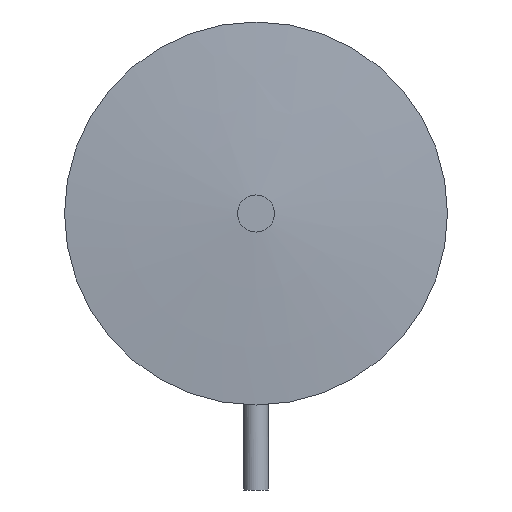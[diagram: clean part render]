
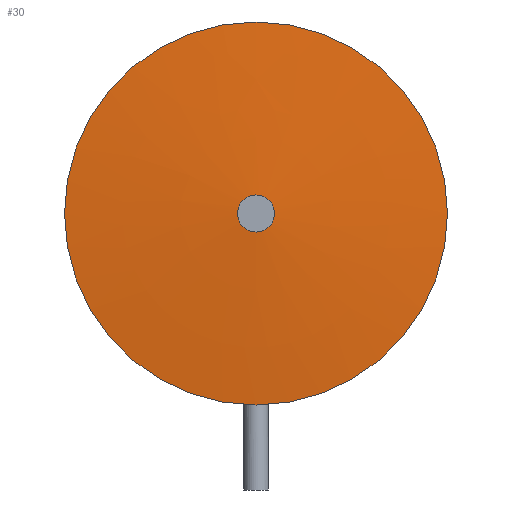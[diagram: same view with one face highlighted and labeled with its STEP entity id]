
A CAD part, left-side view. The second image highlights one B-rep face of the part: STEP entity #30.
In plain terms, the highlighted face is a revolution surface.
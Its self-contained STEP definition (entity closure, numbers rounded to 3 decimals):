
#13=DIRECTION('',(1.,0.,0.));
#19=ORIENTED_EDGE('',*,*,#20,.F.);
#20=EDGE_CURVE('',#21,#21,#23,.T.);
#21=VERTEX_POINT('',#22);
#22=CARTESIAN_POINT('',(-2.225,0.,7.76));
#23=CIRCLE('',#24,0.675);
#24=AXIS2_PLACEMENT_3D('',#25,#13,#26);
#25=CARTESIAN_POINT('',(-2.225,0.,7.085));
#26=DIRECTION('',(0.,0.,1.));
#29=DIRECTION('',(1.,0.,0.));
#30=ADVANCED_FACE('',(#31),#48,.F.);
#31=FACE_BOUND('',#32,.F.);
#32=EDGE_LOOP('',(#33,#41,#19,#47));
#33=ORIENTED_EDGE('',*,*,#34,.T.);
#34=EDGE_CURVE('',#35,#35,#37,.T.);
#35=VERTEX_POINT('',#36);
#36=CARTESIAN_POINT('',(-1.777,0.,14.07));
#37=CIRCLE('',#38,6.985);
#38=AXIS2_PLACEMENT_3D('',#39,#13,#40);
#39=CARTESIAN_POINT('',(-1.777,0.,7.085));
#40=DIRECTION('',(0.,0.,1.));
#41=ORIENTED_EDGE('',*,*,#42,.T.);
#42=EDGE_CURVE('',#35,#21,#43,.T.);
#43=CIRCLE('',#44,242.957);
#44=AXIS2_PLACEMENT_3D('',#45,#46,#29);
#45=CARTESIAN_POINT('',(240.326,0.,-6.28));
#46=DIRECTION('',(0.,-1.,0.));
#47=ORIENTED_EDGE('',*,*,#42,.F.);
#48=SURFACE_OF_REVOLUTION('',#43,#49);
#49=AXIS1_PLACEMENT('',#25,#29);
